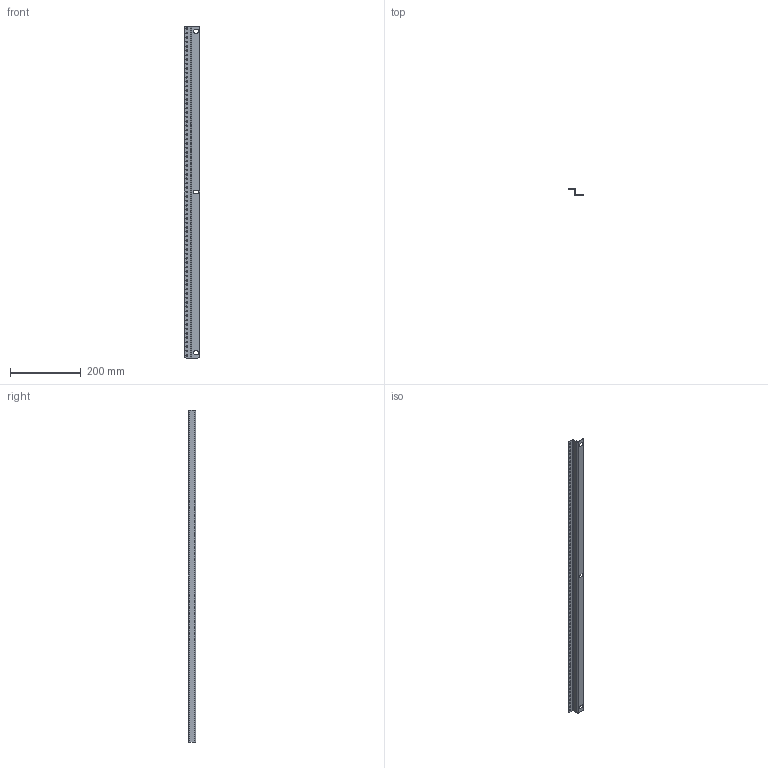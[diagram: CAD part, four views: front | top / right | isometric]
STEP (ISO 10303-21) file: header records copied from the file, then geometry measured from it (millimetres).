
FILE_DESCRIPTION (( 'STEP AP214' ), '1' );
FILE_NAME ('401.100.STEP', '2024-05-31T07:00:25', ( '' ), ( '' ), 'SwSTEP 2.0', 'SolidWorks 2021', '' );
FILE_SCHEMA (( 'AUTOMOTIVE_DESIGN' ));
Length unit declared in the file: millimetre
Products named in the file (1): 401.100
Bounding box: 43.5 x 20 x 940 mm (x, y, z)
Volume: 82304 mm3; surface area: 114504.4 mm2
Topology: 1 solids, 1 shells, 188 faces, 542 edges, 356 vertices
Faces by surface type: cylinder 160, plane 24, bspline 4
Entity records: 6732 total; most frequent: DIRECTION 1216, CARTESIAN_POINT 1179, ORIENTED_EDGE 1084, EDGE_CURVE 542, AXIS2_PLACEMENT_3D 505, VERTEX_POINT 356, EDGE_LOOP 344, CIRCLE 320
